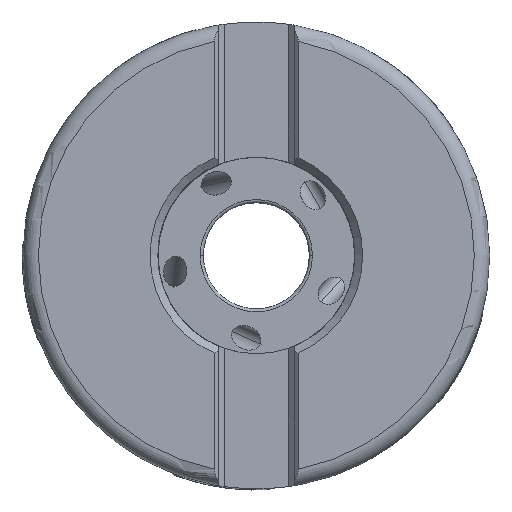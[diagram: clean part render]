
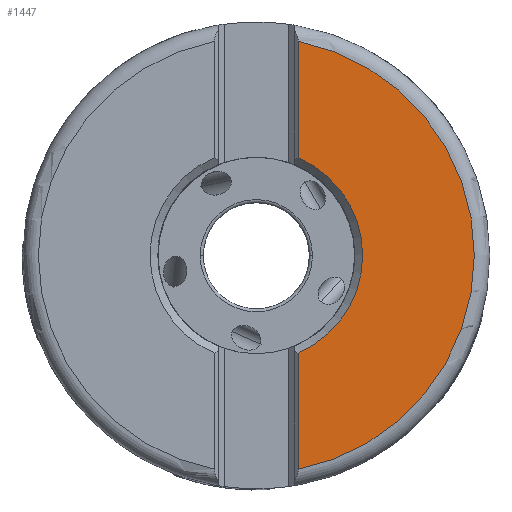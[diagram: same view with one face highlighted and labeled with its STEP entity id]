
A CAD part, top view. The second image highlights one B-rep face of the part: STEP entity #1447.
In plain terms, the highlighted planar face has unit normal (0, 0, 1).
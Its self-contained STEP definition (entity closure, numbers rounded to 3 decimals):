
#866=PLANE('',#20198);
#1447=ADVANCED_FACE('',(#2638),#866,.T.);
#2638=FACE_OUTER_BOUND('',#3639,.T.);
#3639=EDGE_LOOP('',(#8978,#8979,#8980,#8981,#8982,#8983));
#4900=CIRCLE('',#20192,28.163);
#4901=CIRCLE('',#20193,28.163);
#4902=CIRCLE('',#20196,13.735);
#4903=CIRCLE('',#20197,13.735);
#6052=LINE('',#31281,#7091);
#6053=LINE('',#31283,#7092);
#7091=VECTOR('',#23182,1.);
#7092=VECTOR('',#23185,1.);
#8978=ORIENTED_EDGE('',*,*,#16249,.F.);
#8979=ORIENTED_EDGE('',*,*,#16246,.F.);
#8980=ORIENTED_EDGE('',*,*,#16245,.F.);
#8981=ORIENTED_EDGE('',*,*,#16250,.F.);
#8982=ORIENTED_EDGE('',*,*,#16251,.F.);
#8983=ORIENTED_EDGE('',*,*,#16252,.F.);
#14169=VERTEX_POINT('',#31258);
#14170=VERTEX_POINT('',#31260);
#14171=VERTEX_POINT('',#31262);
#14172=VERTEX_POINT('',#31280);
#14173=VERTEX_POINT('',#31284);
#14174=VERTEX_POINT('',#31286);
#16245=EDGE_CURVE('',#14169,#14170,#4900,.T.);
#16246=EDGE_CURVE('',#14170,#14171,#4901,.T.);
#16249=EDGE_CURVE('',#14171,#14172,#6052,.T.);
#16250=EDGE_CURVE('',#14173,#14169,#6053,.T.);
#16251=EDGE_CURVE('',#14174,#14173,#4902,.T.);
#16252=EDGE_CURVE('',#14172,#14174,#4903,.T.);
#20192=AXIS2_PLACEMENT_3D('',#31259,#23176,#23177);
#20193=AXIS2_PLACEMENT_3D('',#31261,#23178,#23179);
#20196=AXIS2_PLACEMENT_3D('',#31285,#23186,#23187);
#20197=AXIS2_PLACEMENT_3D('',#31287,#23188,#23189);
#20198=AXIS2_PLACEMENT_3D('',#31288,#23190,#23191);
#23176=DIRECTION('',(0.,0.,-1.));
#23177=DIRECTION('',(0.192,0.981,0.));
#23178=DIRECTION('',(0.,0.,-1.));
#23179=DIRECTION('',(1.,0.,0.));
#23182=DIRECTION('',(0.,1.,0.));
#23185=DIRECTION('',(0.,1.,0.));
#23186=DIRECTION('',(0.,0.,1.));
#23187=DIRECTION('',(1.,0.,0.));
#23188=DIRECTION('',(0.,0.,1.));
#23189=DIRECTION('',(0.393,-0.919,0.));
#23190=DIRECTION('',(0.,0.,1.));
#23191=DIRECTION('',(1.,0.,0.));
#31258=CARTESIAN_POINT('',(5.4,27.64,0.));
#31259=CARTESIAN_POINT('',(0.,0.,0.));
#31260=CARTESIAN_POINT('',(28.163,0.,0.));
#31261=CARTESIAN_POINT('',(0.,0.,0.));
#31262=CARTESIAN_POINT('',(5.4,-27.64,0.));
#31280=CARTESIAN_POINT('',(5.4,-12.629,0.));
#31281=CARTESIAN_POINT('',(5.4,-27.64,0.));
#31283=CARTESIAN_POINT('',(5.4,12.629,0.));
#31284=CARTESIAN_POINT('',(5.4,12.629,0.));
#31285=CARTESIAN_POINT('',(0.,0.,0.));
#31286=CARTESIAN_POINT('',(13.735,0.,0.));
#31287=CARTESIAN_POINT('',(0.,0.,0.));
#31288=CARTESIAN_POINT('',(16.781,0.,0.));
